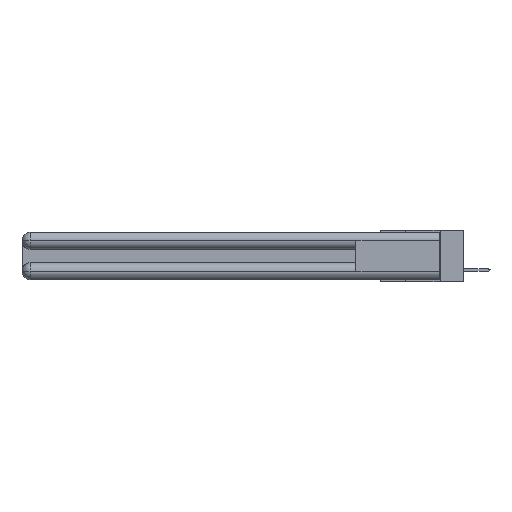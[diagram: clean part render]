
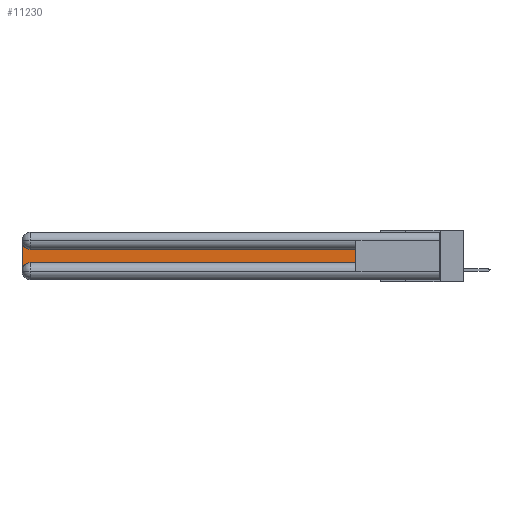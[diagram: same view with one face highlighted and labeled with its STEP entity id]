
A CAD part, left-side view. The second image highlights one B-rep face of the part: STEP entity #11230.
In plain terms, the highlighted planar face has unit normal (-1, 0, 0).
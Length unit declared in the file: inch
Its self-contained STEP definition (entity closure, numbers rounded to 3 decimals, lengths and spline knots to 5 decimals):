
#655 = PLANE ( 'NONE',  #15672 ) ;
#880 = LINE ( 'NONE', #6579, #10354 ) ;
#1346 = CARTESIAN_POINT ( 'NONE',  ( 0.075, 2.94, -0.2175 ) ) ;
#1422 = VERTEX_POINT ( 'NONE', #6410 ) ;
#1540 = EDGE_CURVE ( 'NONE', #1422, #14593, #16045, .T. ) ;
#2280 = ORIENTED_EDGE ( 'NONE', *, *, #1540, .T. ) ;
#2533 = DIRECTION ( 'NONE',  ( 0., 0., -1. ) ) ;
#4418 = CARTESIAN_POINT ( 'NONE',  ( 0.075, 0.6, -0.1225 ) ) ;
#5546 = VECTOR ( 'NONE', #13501, 39.37008 ) ;
#5572 = VERTEX_POINT ( 'NONE', #25372 ) ;
#6410 = CARTESIAN_POINT ( 'NONE',  ( 0.075, 2.94, -0.1225 ) ) ;
#6579 = CARTESIAN_POINT ( 'NONE',  ( 0.075, 0.6, -0.2175 ) ) ;
#6795 = DIRECTION ( 'NONE',  ( 1., 0., 0. ) ) ;
#6963 = CARTESIAN_POINT ( 'NONE',  ( 0.075, 3., -0.0625 ) ) ;
#7870 = DIRECTION ( 'NONE',  ( 1., 0., 0. ) ) ;
#9380 = LINE ( 'NONE', #4418, #14151 ) ;
#9564 = CARTESIAN_POINT ( 'NONE',  ( 0.075, 2.94, -0.2775 ) ) ;
#9612 = VERTEX_POINT ( 'NONE', #10690 ) ;
#9814 = FACE_OUTER_BOUND ( 'NONE', #23540, .T. ) ;
#10031 = CIRCLE ( 'NONE', #25123, 0.06 ) ;
#10354 = VECTOR ( 'NONE', #12758, 39.37008 ) ;
#10690 = CARTESIAN_POINT ( 'NONE',  ( 0.075, 0.6, -0.2175 ) ) ;
#10744 = DIRECTION ( 'NONE',  ( 1., 0., 0. ) ) ;
#11230 = ADVANCED_FACE ( 'NONE', ( #9814 ), #655, .F. ) ;
#11751 = CARTESIAN_POINT ( 'NONE',  ( 0.075, 0.6, -0.2175 ) ) ;
#12118 = CARTESIAN_POINT ( 'NONE',  ( 0.075, 3., -0.2775 ) ) ;
#12334 = ORIENTED_EDGE ( 'NONE', *, *, #13059, .T. ) ;
#12758 = DIRECTION ( 'NONE',  ( 0., 0., 1. ) ) ;
#12854 = CARTESIAN_POINT ( 'NONE',  ( 0.075, 2.94, -0.0625 ) ) ;
#13059 = EDGE_CURVE ( 'NONE', #9612, #5572, #880, .T. ) ;
#13501 = DIRECTION ( 'NONE',  ( 0., 0., -1. ) ) ;
#13697 = DIRECTION ( 'NONE',  ( 0., -1., 0. ) ) ;
#13944 = EDGE_CURVE ( 'NONE', #5572, #1422, #9380, .T. ) ;
#14151 = VECTOR ( 'NONE', #20516, 39.37008 ) ;
#14593 = VERTEX_POINT ( 'NONE', #6963 ) ;
#14904 = ORIENTED_EDGE ( 'NONE', *, *, #22035, .T. ) ;
#15491 = ORIENTED_EDGE ( 'NONE', *, *, #21914, .T. ) ;
#15672 = AXIS2_PLACEMENT_3D ( 'NONE', #16790, #6795, #18823 ) ;
#16022 = DIRECTION ( 'NONE',  ( 0., 0., -1. ) ) ;
#16045 = CIRCLE ( 'NONE', #19101, 0.06 ) ;
#16790 = CARTESIAN_POINT ( 'NONE',  ( 0.075, 3., -0.1225 ) ) ;
#18209 = LINE ( 'NONE', #11751, #22593 ) ;
#18823 = DIRECTION ( 'NONE',  ( 0., 0., -1. ) ) ;
#19101 = AXIS2_PLACEMENT_3D ( 'NONE', #12854, #10744, #2533 ) ;
#20128 = EDGE_CURVE ( 'NONE', #24481, #9612, #18209, .T. ) ;
#20147 = CARTESIAN_POINT ( 'NONE',  ( 0.075, 3., -0.2175 ) ) ;
#20516 = DIRECTION ( 'NONE',  ( 0., 1., 0. ) ) ;
#20770 = LINE ( 'NONE', #20147, #5546 ) ;
#21631 = VERTEX_POINT ( 'NONE', #12118 ) ;
#21914 = EDGE_CURVE ( 'NONE', #14593, #21631, #20770, .T. ) ;
#22035 = EDGE_CURVE ( 'NONE', #21631, #24481, #10031, .T. ) ;
#22593 = VECTOR ( 'NONE', #13697, 39.37008 ) ;
#23540 = EDGE_LOOP ( 'NONE', ( #24851, #2280, #15491, #14904, #24528, #12334 ) ) ;
#24481 = VERTEX_POINT ( 'NONE', #1346 ) ;
#24528 = ORIENTED_EDGE ( 'NONE', *, *, #20128, .T. ) ;
#24851 = ORIENTED_EDGE ( 'NONE', *, *, #13944, .T. ) ;
#25123 = AXIS2_PLACEMENT_3D ( 'NONE', #9564, #7870, #16022 ) ;
#25372 = CARTESIAN_POINT ( 'NONE',  ( 0.075, 0.6, -0.1225 ) ) ;
